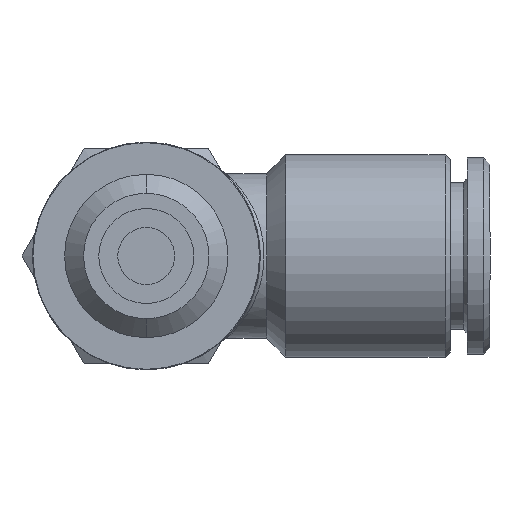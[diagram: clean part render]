
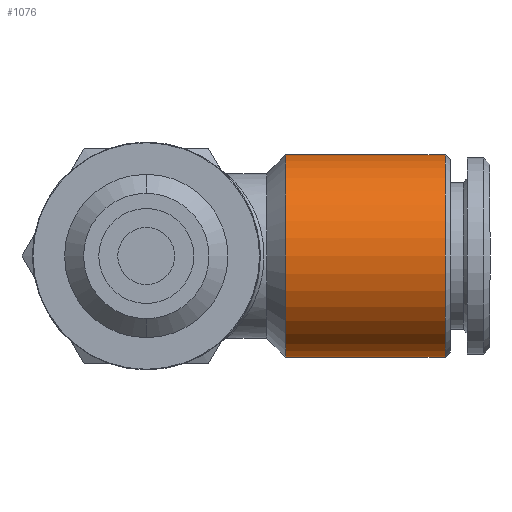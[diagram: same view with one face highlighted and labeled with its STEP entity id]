
A CAD part, front view. The second image highlights one B-rep face of the part: STEP entity #1076.
In plain terms, the highlighted cylindrical face has radius 8 mm (diameter 16 mm), a partial arc.
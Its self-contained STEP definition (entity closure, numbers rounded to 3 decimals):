
#529 = VERTEX_POINT ( 'NONE', #1997 ) ;
#553 = EDGE_CURVE ( 'NONE', #657, #669, #2082, .T. ) ;
#555 = EDGE_CURVE ( 'NONE', #583, #529, #2087, .T. ) ;
#583 = VERTEX_POINT ( 'NONE', #3834 ) ;
#657 = VERTEX_POINT ( 'NONE', #2148 ) ;
#669 = VERTEX_POINT ( 'NONE', #2160 ) ;
#972 = ORIENTED_EDGE ( 'NONE', *, *, #553, .T. ) ;
#997 = ORIENTED_EDGE ( 'NONE', *, *, #555, .F. ) ;
#998 = ORIENTED_EDGE ( 'NONE', *, *, #1172, .F. ) ;
#1003 = EDGE_CURVE ( 'NONE', #583, #657, #2708, .T. ) ;
#1076 = ADVANCED_FACE ( 'NONE', ( #2745 ), #2731, .T. ) ;
#1087 = ORIENTED_EDGE ( 'NONE', *, *, #1003, .T. ) ;
#1170 = EDGE_LOOP ( 'NONE', ( #997, #1087, #972, #998 ) ) ;
#1172 = EDGE_CURVE ( 'NONE', #529, #669, #3284, .T. ) ;
#1997 = CARTESIAN_POINT ( 'NONE',  ( 11., 17.2, -8. ) ) ;
#2081 = CARTESIAN_POINT ( 'NONE',  ( -5.577, 17.2, 8. ) ) ;
#2082 = LINE ( 'NONE', #2081, #2089 ) ;
#2084 = DIRECTION ( 'NONE',  ( -1., 0., 0. ) ) ;
#2085 = VECTOR ( 'NONE', #2084, 1000. ) ;
#2086 = CARTESIAN_POINT ( 'NONE',  ( -5.577, 17.2, -8. ) ) ;
#2087 = LINE ( 'NONE', #2086, #2085 ) ;
#2088 = DIRECTION ( 'NONE',  ( -1., 0., 0. ) ) ;
#2089 = VECTOR ( 'NONE', #2088, 1000. ) ;
#2148 = CARTESIAN_POINT ( 'NONE',  ( 23.6, 17.2, 8. ) ) ;
#2160 = CARTESIAN_POINT ( 'NONE',  ( 11., 17.2, 8. ) ) ;
#2655 = DIRECTION ( 'NONE',  ( -1., 0., 0. ) ) ;
#2661 = DIRECTION ( 'NONE',  ( 0., 0., 1. ) ) ;
#2687 = DIRECTION ( 'NONE',  ( -1., 0., 0. ) ) ;
#2688 = AXIS2_PLACEMENT_3D ( 'NONE', #2712, #2687, #2697 ) ;
#2697 = DIRECTION ( 'NONE',  ( 0., 0., 1. ) ) ;
#2708 = CIRCLE ( 'NONE', #2688, 8. ) ;
#2712 = CARTESIAN_POINT ( 'NONE',  ( 23.6, 17.2, 0. ) ) ;
#2731 = CYLINDRICAL_SURFACE ( 'NONE', #2738, 8. ) ;
#2737 = CARTESIAN_POINT ( 'NONE',  ( -5.577, 17.2, 0. ) ) ;
#2738 = AXIS2_PLACEMENT_3D ( 'NONE', #2737, #2655, #2661 ) ;
#2745 = FACE_OUTER_BOUND ( 'NONE', #1170, .T. ) ;
#3284 = CIRCLE ( 'NONE', #3292, 8. ) ;
#3292 = AXIS2_PLACEMENT_3D ( 'NONE', #3296, #3301, #3300 ) ;
#3296 = CARTESIAN_POINT ( 'NONE',  ( 11., 17.2, 0. ) ) ;
#3300 = DIRECTION ( 'NONE',  ( 0., 0., 1. ) ) ;
#3301 = DIRECTION ( 'NONE',  ( -1., 0., 0. ) ) ;
#3834 = CARTESIAN_POINT ( 'NONE',  ( 23.6, 17.2, -8. ) ) ;
